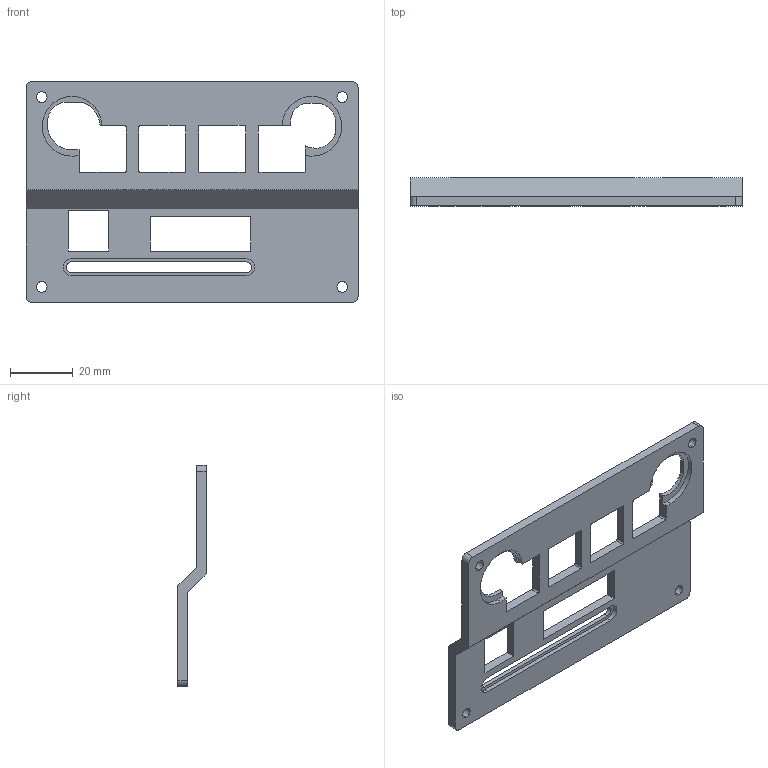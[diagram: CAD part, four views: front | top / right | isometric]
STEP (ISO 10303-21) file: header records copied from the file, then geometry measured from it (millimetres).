
FILE_DESCRIPTION (( 'STEP AP203' ), '1' );
FILE_NAME ('top.STEP', '2025-12-26T00:44:09', ( '' ), ( '' ), 'SwSTEP 2.0', 'SolidWorks 2023', '' );
FILE_SCHEMA (( 'CONFIG_CONTROL_DESIGN' ));
Length unit declared in the file: millimetre
Products named in the file (1): top
Bounding box: 105.8 x 9 x 70.5 mm (x, y, z)
Volume: 17351.2 mm3; surface area: 14509.3 mm2
Topology: 1 solids, 1 shells, 153 faces, 432 edges, 288 vertices
Faces by surface type: plane 89, cylinder 57, bspline 7
Entity records: 5231 total; most frequent: CARTESIAN_POINT 1073, ORIENTED_EDGE 864, DIRECTION 826, EDGE_CURVE 432, LINE 304, VECTOR 304, VERTEX_POINT 288, AXIS2_PLACEMENT_3D 261
